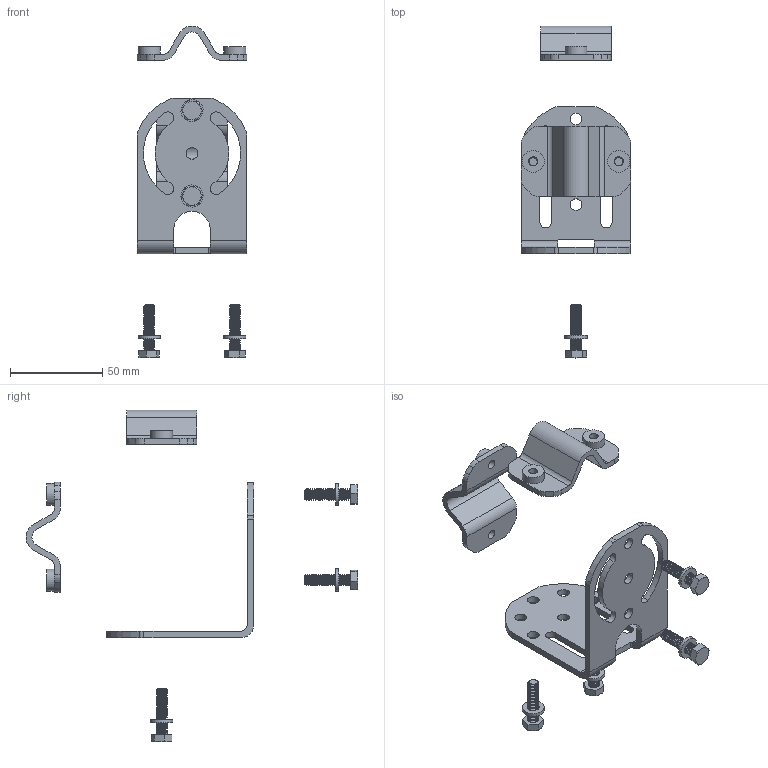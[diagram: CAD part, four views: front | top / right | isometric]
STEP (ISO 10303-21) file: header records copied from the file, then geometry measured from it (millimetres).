
FILE_DESCRIPTION(/* description */ (''),/* implementation_level */ '2;1');
FILE_NAME(/* name */ 'LA00017A.stp',/* time_stamp */ '2018-03-06T09:38:25-05:00',/* author */ ('James'),/* organization */ (''),/* preprocessor_version */ 'ST-DEVELOPER v16.5',/* originating_system */ 'Autodesk Inventor 2017',/* authorisation */ '');
FILE_SCHEMA (('AUTOMOTIVE_DESIGN { 1 0 10303 214 3 1 1 }'));
Length unit declared in the file: inch
Products named in the file (5): LA00017.1 MULTI CLAMP; LC00008 BRACKET, MULTI CLAMP, .75; LC00007 STRAP, MULTI CLAMP, .75; UC00033 WASHER, FLAT, M6, 12MM OD, SS; UC00200 SCREW, HHC, M6, 25MM, SS
Assembly tree (11 placements, depth 2):
  LA00017.1 MULTI CLAMP
    LC00008 BRACKET, MULTI CLAMP, .75
    LC00007 STRAP, MULTI CLAMP, .75  x2
    UC00033 WASHER, FLAT, M6, 12MM OD, SS  x4
    UC00200 SCREW, HHC, M6, 25MM, SS  x4
Bounding box: 59.69 x 180.32 x 180.32 mm (x, y, z)
Volume: 48767.3 mm3; surface area: 36584.7 mm2
Topology: 11 solids, 11 shells, 224 faces, 566 edges, 370 vertices
Faces by surface type: plane 95, cylinder 93, cone 28, bspline 8
Full cylindrical faces by diameter (mm): 4.928 x4, 6.35 x10, 6.4 x4, 11.938 x4, 12 x4
Entity records: 7939 total; most frequent: CARTESIAN_POINT 4772, DIRECTION 670, ORIENTED_EDGE 590, EDGE_CURVE 295, AXIS2_PLACEMENT_3D 265, VERTEX_POINT 205, EDGE_LOOP 170, LINE 140
